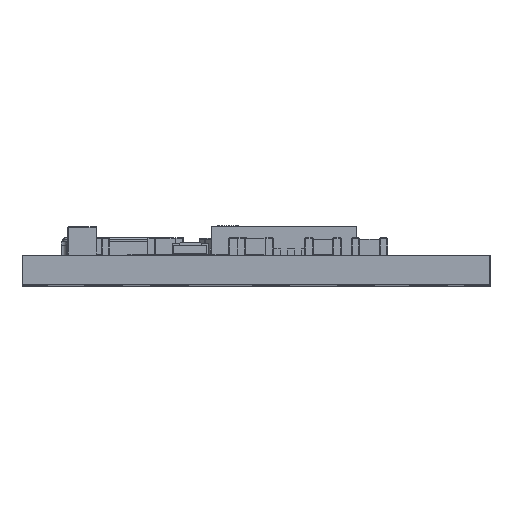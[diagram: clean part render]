
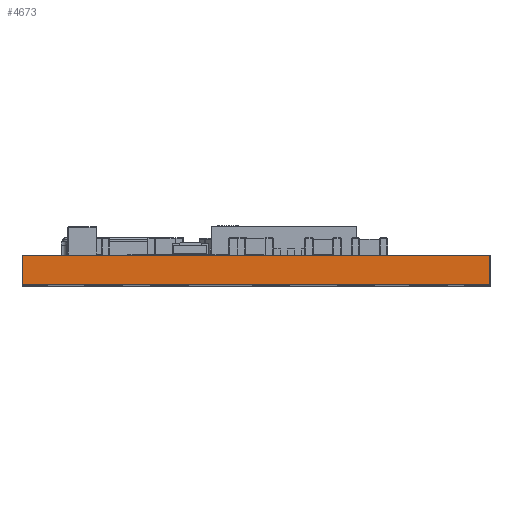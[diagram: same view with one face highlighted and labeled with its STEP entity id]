
A CAD part, top view. The second image highlights one B-rep face of the part: STEP entity #4673.
In plain terms, the highlighted planar face has unit normal (0, 0, 1).
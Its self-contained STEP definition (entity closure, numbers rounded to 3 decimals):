
#4673=ADVANCED_FACE('',(#14892),#14894,.T.);
#14892=FACE_BOUND('',#14893,.T.);
#14893=EDGE_LOOP('',(#23653,#23654,#23655,#23656));
#14894=PLANE('',#14895);
#14895=AXIS2_PLACEMENT_3D('',#14896,#14897,#14898);
#14896=CARTESIAN_POINT('',(0.,0.,19.745));
#14897=DIRECTION('',(0.,0.,1.));
#14898=DIRECTION('',(1.,0.,0.));
#23653=ORIENTED_EDGE('',*,*,#28192,.T.);
#23654=ORIENTED_EDGE('',*,*,#29523,.T.);
#23655=ORIENTED_EDGE('',*,*,#29524,.F.);
#23656=ORIENTED_EDGE('',*,*,#29525,.F.);
#28192=EDGE_CURVE('',#31655,#31653,#31656,.T.);
#29523=EDGE_CURVE('',#31653,#33888,#33890,.T.);
#29524=EDGE_CURVE('',#33891,#33888,#33892,.T.);
#29525=EDGE_CURVE('',#31655,#33891,#33893,.T.);
#31653=VERTEX_POINT('',#37445);
#31655=VERTEX_POINT('',#37449);
#31656=LINE('',#37450,#37451);
#33888=VERTEX_POINT('',#42685);
#33890=LINE('',#42689,#42690);
#33891=VERTEX_POINT('',#42692);
#33892=LINE('',#42693,#42694);
#33893=LINE('',#42696,#42697);
#37445=CARTESIAN_POINT('',(12.88,0.,19.745));
#37449=CARTESIAN_POINT('',(0.,0.,19.745));
#37450=CARTESIAN_POINT('',(0.,0.,19.745));
#37451=VECTOR('',#37452,1.);
#37452=DIRECTION('',(1.,0.,0.));
#42685=CARTESIAN_POINT('',(12.88,0.8,19.745));
#42689=CARTESIAN_POINT('',(12.88,0.,19.745));
#42690=VECTOR('',#42691,1.);
#42691=DIRECTION('',(0.,1.,0.));
#42692=CARTESIAN_POINT('',(0.,0.8,19.745));
#42693=CARTESIAN_POINT('',(0.,0.8,19.745));
#42694=VECTOR('',#42695,1.);
#42695=DIRECTION('',(1.,0.,0.));
#42696=CARTESIAN_POINT('',(0.,0.,19.745));
#42697=VECTOR('',#42698,1.);
#42698=DIRECTION('',(0.,1.,0.));
